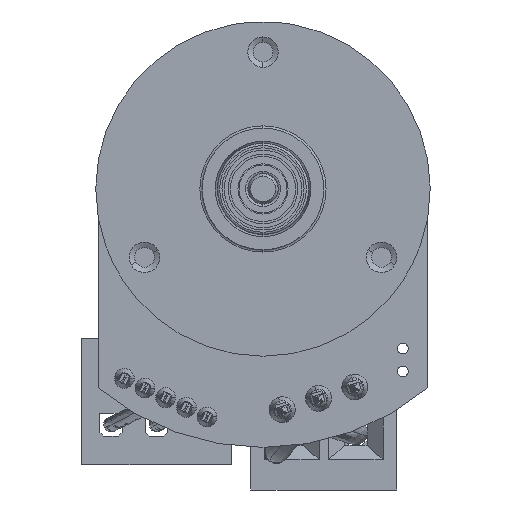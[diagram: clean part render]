
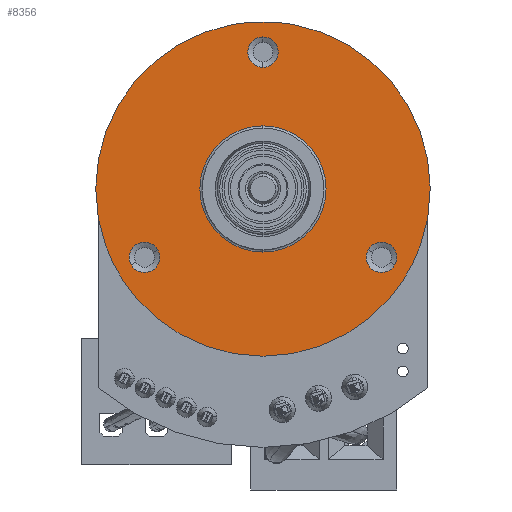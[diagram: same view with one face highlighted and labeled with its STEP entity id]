
A CAD part, left-side view. The second image highlights one B-rep face of the part: STEP entity #8356.
In plain terms, the highlighted planar face has unit normal (-1, 0, 0).
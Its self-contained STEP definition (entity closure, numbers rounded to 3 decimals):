
#8356=ADVANCED_FACE('',(#15991,#15992,#15993,#15994,#15995),#15996,.F.);
#15991=FACE_OUTER_BOUND('',#27710,.T.);
#15992=FACE_BOUND('',#27711,.T.);
#15993=FACE_BOUND('',#27712,.T.);
#15994=FACE_BOUND('',#27713,.T.);
#15995=FACE_BOUND('',#27714,.T.);
#15996=PLANE('',#27715);
#27710=EDGE_LOOP('',(#40744,#40745,#40746,#40747,#40748,#40749,#40750));
#27711=EDGE_LOOP('',(#40751,#40752));
#27712=EDGE_LOOP('',(#40753,#40754));
#27713=EDGE_LOOP('',(#40755,#40756));
#27714=EDGE_LOOP('',(#40757,#40758));
#27715=AXIS2_PLACEMENT_3D('',#40759,#40760,#40761);
#40744=ORIENTED_EDGE('',*,*,#44625,.F.);
#40745=ORIENTED_EDGE('',*,*,#44626,.T.);
#40746=ORIENTED_EDGE('',*,*,#44627,.F.);
#40747=ORIENTED_EDGE('',*,*,#44410,.T.);
#40748=ORIENTED_EDGE('',*,*,#44628,.T.);
#40749=ORIENTED_EDGE('',*,*,#44629,.F.);
#40750=ORIENTED_EDGE('',*,*,#44630,.T.);
#40751=ORIENTED_EDGE('',*,*,#44431,.T.);
#40752=ORIENTED_EDGE('',*,*,#44631,.T.);
#40753=ORIENTED_EDGE('',*,*,#44492,.T.);
#40754=ORIENTED_EDGE('',*,*,#44632,.T.);
#40755=ORIENTED_EDGE('',*,*,#44553,.T.);
#40756=ORIENTED_EDGE('',*,*,#44633,.T.);
#40757=ORIENTED_EDGE('',*,*,#44617,.F.);
#40758=ORIENTED_EDGE('',*,*,#44621,.F.);
#40759=CARTESIAN_POINT('',(0.0,0.,5.427));
#40760=DIRECTION('',(1.0,0.0,0.0));
#40761=DIRECTION('',(0.0,-1.0,0.0));
#44410=EDGE_CURVE('',#48897,#48894,#48898,.T.);
#44431=EDGE_CURVE('',#48930,#48932,#48934,.T.);
#44492=EDGE_CURVE('',#49023,#49025,#49027,.T.);
#44553=EDGE_CURVE('',#49116,#49118,#49120,.T.);
#44617=EDGE_CURVE('',#49215,#49217,#49218,.T.);
#44621=EDGE_CURVE('',#49217,#49215,#49222,.T.);
#44625=EDGE_CURVE('',#49226,#49227,#49228,.T.);
#44626=EDGE_CURVE('',#49226,#49229,#49230,.T.);
#44627=EDGE_CURVE('',#48897,#49229,#49231,.T.);
#44628=EDGE_CURVE('',#48894,#49232,#49233,.T.);
#44629=EDGE_CURVE('',#49234,#49232,#49235,.T.);
#44630=EDGE_CURVE('',#49234,#49227,#49236,.T.);
#44631=EDGE_CURVE('',#48932,#48930,#49237,.T.);
#44632=EDGE_CURVE('',#49025,#49023,#49238,.T.);
#44633=EDGE_CURVE('',#49118,#49116,#49239,.T.);
#48894=VERTEX_POINT('',#55529);
#48897=VERTEX_POINT('',#55533);
#48898=CIRCLE('',#55534,11.0);
#48930=VERTEX_POINT('',#55573);
#48932=VERTEX_POINT('',#55576);
#48934=CIRCLE('',#55579,1.0);
#49023=VERTEX_POINT('',#55696);
#49025=VERTEX_POINT('',#55699);
#49027=CIRCLE('',#55702,1.0);
#49116=VERTEX_POINT('',#55819);
#49118=VERTEX_POINT('',#55822);
#49120=CIRCLE('',#55825,1.0);
#49215=VERTEX_POINT('',#55950);
#49217=VERTEX_POINT('',#55952);
#49218=CIRCLE('',#55953,4.15);
#49222=CIRCLE('',#55957,4.15);
#49226=VERTEX_POINT('',#55961);
#49227=VERTEX_POINT('',#55962);
#49228=CIRCLE('',#55963,11.);
#49229=VERTEX_POINT('',#55964);
#49230=CIRCLE('',#55965,11.0);
#49231=CIRCLE('',#55966,11.);
#49232=VERTEX_POINT('',#55967);
#49233=CIRCLE('',#55968,11.0);
#49234=VERTEX_POINT('',#55969);
#49235=CIRCLE('',#55970,11.);
#49236=CIRCLE('',#55971,11.0);
#49237=CIRCLE('',#55972,1.0);
#49238=CIRCLE('',#55973,1.0);
#49239=CIRCLE('',#55974,1.0);
#55529=CARTESIAN_POINT('',(0.0,0.,-11.0));
#55533=CARTESIAN_POINT('',(0.0,8.367,-7.14));
#55534=AXIS2_PLACEMENT_3D('',#58521,#58522,#58523);
#55573=CARTESIAN_POINT('',(0.0,0.0,10.0));
#55576=CARTESIAN_POINT('',(0.0,0.,8.0));
#55579=AXIS2_PLACEMENT_3D('',#58554,#58555,#58556);
#55696=CARTESIAN_POINT('',(0.0,-8.66,-5.));
#55699=CARTESIAN_POINT('',(0.0,-6.928,-4.));
#55702=AXIS2_PLACEMENT_3D('',#58632,#58633,#58634);
#55819=CARTESIAN_POINT('',(0.,8.66,-5.));
#55822=CARTESIAN_POINT('',(0.,6.928,-4.));
#55825=AXIS2_PLACEMENT_3D('',#58710,#58711,#58712);
#55950=CARTESIAN_POINT('',(0.0,0.0,4.15));
#55952=CARTESIAN_POINT('',(0.0,0.,-4.15));
#55953=AXIS2_PLACEMENT_3D('',#58794,#58795,#58796);
#55957=AXIS2_PLACEMENT_3D('',#58803,#58804,#58805);
#55961=CARTESIAN_POINT('',(0.0,2.0,10.817));
#55962=CARTESIAN_POINT('',(0.0,-2.,10.817));
#55963=AXIS2_PLACEMENT_3D('',#58809,#58810,#58811);
#55964=CARTESIAN_POINT('',(0.0,10.367,-3.676));
#55965=AXIS2_PLACEMENT_3D('',#58812,#58813,#58814);
#55966=AXIS2_PLACEMENT_3D('',#58815,#58816,#58817);
#55967=CARTESIAN_POINT('',(0.0,-8.367,-7.14));
#55968=AXIS2_PLACEMENT_3D('',#58818,#58819,#58820);
#55969=CARTESIAN_POINT('',(0.0,-10.367,-3.676));
#55970=AXIS2_PLACEMENT_3D('',#58821,#58822,#58823);
#55971=AXIS2_PLACEMENT_3D('',#58824,#58825,#58826);
#55972=AXIS2_PLACEMENT_3D('',#58827,#58828,#58829);
#55973=AXIS2_PLACEMENT_3D('',#58830,#58831,#58832);
#55974=AXIS2_PLACEMENT_3D('',#58833,#58834,#58835);
#58521=CARTESIAN_POINT('',(0.0,0.0,0.0));
#58522=DIRECTION('',(-1.0,0.0,0.0));
#58523=DIRECTION('',(0.0,0.0,-1.0));
#58554=CARTESIAN_POINT('',(0.0,0.0,9.0));
#58555=DIRECTION('',(1.0,0.0,-0.0));
#58556=DIRECTION('',(0.0,0.0,1.0));
#58632=CARTESIAN_POINT('',(0.0,-7.794,-4.5));
#58633=DIRECTION('',(1.0,0.0,0.0));
#58634=DIRECTION('',(0.0,-0.866,-0.5));
#58710=CARTESIAN_POINT('',(0.,7.794,-4.5));
#58711=DIRECTION('',(1.0,0.0,0.0));
#58712=DIRECTION('',(0.0,0.866,-0.5));
#58794=CARTESIAN_POINT('',(0.0,0.0,0.0));
#58795=DIRECTION('',(-1.0,0.0,0.0));
#58796=DIRECTION('',(0.0,0.0,1.0));
#58803=CARTESIAN_POINT('',(0.0,0.0,0.0));
#58804=DIRECTION('',(-1.0,0.0,0.0));
#58805=DIRECTION('',(0.0,0.0,1.0));
#58809=CARTESIAN_POINT('',(0.0,0.,0.));
#58810=DIRECTION('',(1.0,0.0,-0.0));
#58811=DIRECTION('',(0.0,0.182,0.983));
#58812=CARTESIAN_POINT('',(0.0,0.0,0.0));
#58813=DIRECTION('',(-1.0,0.0,0.0));
#58814=DIRECTION('',(0.0,0.0,-1.0));
#58815=CARTESIAN_POINT('',(0.0,0.,0.));
#58816=DIRECTION('',(1.0,0.0,0.0));
#58817=DIRECTION('',(0.0,0.761,-0.649));
#58818=CARTESIAN_POINT('',(0.0,0.0,0.0));
#58819=DIRECTION('',(-1.0,0.0,0.0));
#58820=DIRECTION('',(0.0,0.0,-1.0));
#58821=CARTESIAN_POINT('',(0.0,0.,0.));
#58822=DIRECTION('',(1.0,0.0,0.0));
#58823=DIRECTION('',(0.0,-0.942,-0.334));
#58824=CARTESIAN_POINT('',(0.0,0.0,0.0));
#58825=DIRECTION('',(-1.0,0.0,0.0));
#58826=DIRECTION('',(0.0,0.0,-1.0));
#58827=CARTESIAN_POINT('',(0.0,0.0,9.0));
#58828=DIRECTION('',(1.0,0.0,-0.0));
#58829=DIRECTION('',(0.0,0.0,1.0));
#58830=CARTESIAN_POINT('',(0.0,-7.794,-4.5));
#58831=DIRECTION('',(1.0,0.0,0.0));
#58832=DIRECTION('',(0.0,-0.866,-0.5));
#58833=CARTESIAN_POINT('',(0.,7.794,-4.5));
#58834=DIRECTION('',(1.0,0.0,0.0));
#58835=DIRECTION('',(0.0,0.866,-0.5));
